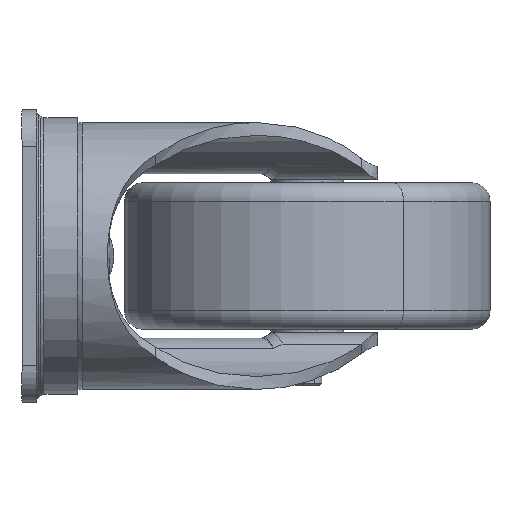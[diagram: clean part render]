
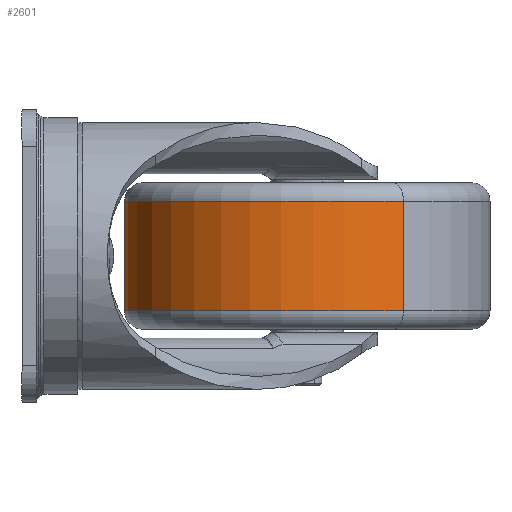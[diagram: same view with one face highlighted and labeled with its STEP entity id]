
A CAD part, left-side view. The second image highlights one B-rep face of the part: STEP entity #2601.
In plain terms, the highlighted cylindrical face has radius 50 mm (diameter 100 mm), a partial arc.
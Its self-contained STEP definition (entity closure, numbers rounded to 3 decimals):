
#324 = DIRECTION ( 'NONE',  ( 0., 0., -1. ) ) ;
#417 = DIRECTION ( 'NONE',  ( 0., 0., -1. ) ) ;
#527 = CARTESIAN_POINT ( 'NONE',  ( -2.541, -104.274, -15. ) ) ;
#783 = ORIENTED_EDGE ( 'NONE', *, *, #29453, .T. ) ;
#2017 = VERTEX_POINT ( 'NONE', #25154 ) ;
#2540 = EDGE_CURVE ( 'NONE', #15852, #19419, #24759, .T. ) ;
#2601 = ADVANCED_FACE ( 'NONE', ( #17864 ), #27293, .T. ) ;
#3313 = EDGE_CURVE ( 'NONE', #14317, #19419, #6524, .T. ) ;
#4892 = ORIENTED_EDGE ( 'NONE', *, *, #27138, .T. ) ;
#5082 = EDGE_LOOP ( 'NONE', ( #783, #4892, #5521, #16433 ) ) ;
#5466 = DIRECTION ( 'NONE',  ( 0., 0., 1. ) ) ;
#5521 = ORIENTED_EDGE ( 'NONE', *, *, #3313, .T. ) ;
#6524 = CIRCLE ( 'NONE', #6826, 50. ) ;
#6667 = DIRECTION ( 'NONE',  ( 0., 0., -1. ) ) ;
#6826 = AXIS2_PLACEMENT_3D ( 'NONE', #19367, #5466, #21698 ) ;
#7005 = VECTOR ( 'NONE', #6667, 1000. ) ;
#7353 = LINE ( 'NONE', #21210, #13534 ) ;
#8282 = CARTESIAN_POINT ( 'NONE',  ( -2.541, -104.274, 15. ) ) ;
#9322 = DIRECTION ( 'NONE',  ( 0., 0., -1. ) ) ;
#11336 = CARTESIAN_POINT ( 'NONE',  ( 82.541, -51.727, -15. ) ) ;
#11448 = CARTESIAN_POINT ( 'NONE',  ( -2.541, -104.274, -40.585 ) ) ;
#13534 = VECTOR ( 'NONE', #324, 1000. ) ;
#14317 = VERTEX_POINT ( 'NONE', #11336 ) ;
#14329 = CARTESIAN_POINT ( 'NONE',  ( 40., -78., 15. ) ) ;
#15852 = VERTEX_POINT ( 'NONE', #8282 ) ;
#16433 = ORIENTED_EDGE ( 'NONE', *, *, #2540, .F. ) ;
#16652 = DIRECTION ( 'NONE',  ( -0.851, -0.525, 0. ) ) ;
#17864 = FACE_OUTER_BOUND ( 'NONE', #5082, .T. ) ;
#18433 = CARTESIAN_POINT ( 'NONE',  ( 40., -78., -40.585 ) ) ;
#18628 = DIRECTION ( 'NONE',  ( -0.851, -0.525, 0. ) ) ;
#19367 = CARTESIAN_POINT ( 'NONE',  ( 40., -78., -15. ) ) ;
#19419 = VERTEX_POINT ( 'NONE', #527 ) ;
#21210 = CARTESIAN_POINT ( 'NONE',  ( 82.541, -51.727, -40.585 ) ) ;
#21698 = DIRECTION ( 'NONE',  ( 0.851, 0.525, 0. ) ) ;
#22140 = AXIS2_PLACEMENT_3D ( 'NONE', #18433, #9322, #18628 ) ;
#23411 = AXIS2_PLACEMENT_3D ( 'NONE', #14329, #417, #16652 ) ;
#24134 = CIRCLE ( 'NONE', #23411, 50. ) ;
#24759 = LINE ( 'NONE', #11448, #7005 ) ;
#25154 = CARTESIAN_POINT ( 'NONE',  ( 82.541, -51.727, 15. ) ) ;
#27138 = EDGE_CURVE ( 'NONE', #2017, #14317, #7353, .T. ) ;
#27293 = CYLINDRICAL_SURFACE ( 'NONE', #22140, 50. ) ;
#29453 = EDGE_CURVE ( 'NONE', #15852, #2017, #24134, .T. ) ;
